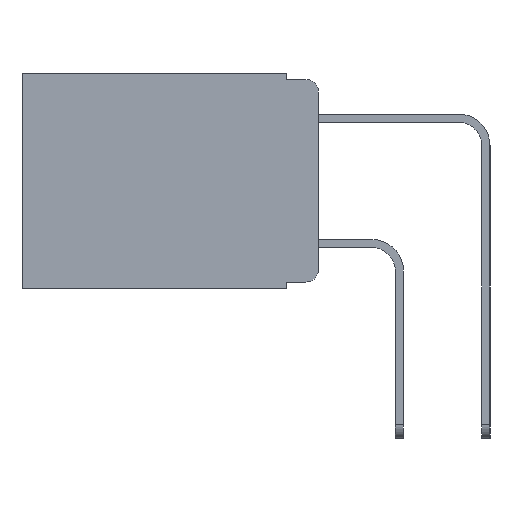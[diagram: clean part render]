
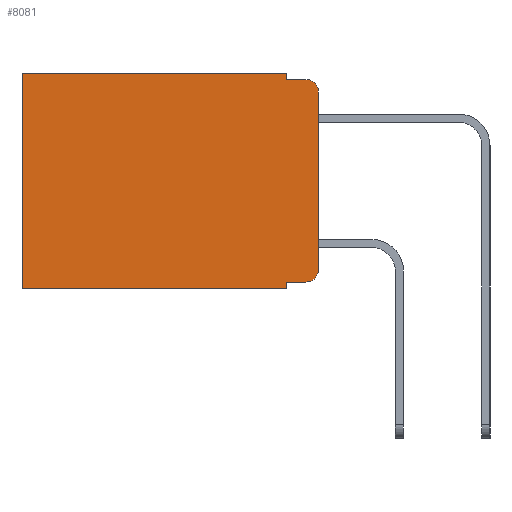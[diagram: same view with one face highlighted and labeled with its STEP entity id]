
A CAD part, left-side view. The second image highlights one B-rep face of the part: STEP entity #8081.
In plain terms, the highlighted planar face has unit normal (-1, 0, 0).
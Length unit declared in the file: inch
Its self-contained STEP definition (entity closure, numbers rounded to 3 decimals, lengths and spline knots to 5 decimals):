
#316 = VECTOR ( 'NONE', #2440, 39.37008 ) ;
#364 = LINE ( 'NONE', #6481, #10868 ) ;
#389 = VECTOR ( 'NONE', #5024, 39.37008 ) ;
#553 = VERTEX_POINT ( 'NONE', #5872 ) ;
#684 = CARTESIAN_POINT ( 'NONE',  ( 0.298, 0.051, -0.01 ) ) ;
#895 = ORIENTED_EDGE ( 'NONE', *, *, #9511, .T. ) ;
#1592 = VERTEX_POINT ( 'NONE', #684 ) ;
#1638 = CARTESIAN_POINT ( 'NONE',  ( 0.298, 0.051, -0.333 ) ) ;
#1749 = CARTESIAN_POINT ( 'NONE',  ( 0.298, 0.051, 0. ) ) ;
#1780 = ORIENTED_EDGE ( 'NONE', *, *, #5462, .T. ) ;
#2161 = CARTESIAN_POINT ( 'NONE',  ( 0.298, 0.02, -0.03 ) ) ;
#2440 = DIRECTION ( 'NONE',  ( 0., 1., 0. ) ) ;
#2855 = LINE ( 'NONE', #11863, #5430 ) ;
#2927 = DIRECTION ( 'NONE',  ( 0., 0., -1. ) ) ;
#2936 = CIRCLE ( 'NONE', #9381, 0.02 ) ;
#3163 = VERTEX_POINT ( 'NONE', #11075 ) ;
#3240 = DIRECTION ( 'NONE',  ( 0., 0., -1. ) ) ;
#3761 = ORIENTED_EDGE ( 'NONE', *, *, #6160, .F. ) ;
#3824 = LINE ( 'NONE', #7874, #8777 ) ;
#3908 = VERTEX_POINT ( 'NONE', #8832 ) ;
#3952 = AXIS2_PLACEMENT_3D ( 'NONE', #12717, #8847, #2927 ) ;
#4439 = CARTESIAN_POINT ( 'NONE',  ( 0.298, 0., -0.313 ) ) ;
#4492 = VERTEX_POINT ( 'NONE', #4544 ) ;
#4544 = CARTESIAN_POINT ( 'NONE',  ( 0.298, 0.02, -0.333 ) ) ;
#4764 = LINE ( 'NONE', #1638, #12314 ) ;
#4807 = ORIENTED_EDGE ( 'NONE', *, *, #6817, .T. ) ;
#4828 = EDGE_CURVE ( 'NONE', #4492, #9659, #2936, .T. ) ;
#4913 = DIRECTION ( 'NONE',  ( 0., 0., -1. ) ) ;
#5024 = DIRECTION ( 'NONE',  ( 0., 1., 0. ) ) ;
#5092 = VERTEX_POINT ( 'NONE', #6204 ) ;
#5430 = VECTOR ( 'NONE', #4913, 39.37008 ) ;
#5462 = EDGE_CURVE ( 'NONE', #3908, #4492, #4764, .T. ) ;
#5558 = LINE ( 'NONE', #12866, #7933 ) ;
#5627 = EDGE_CURVE ( 'NONE', #5092, #3163, #10537, .T. ) ;
#5771 = EDGE_LOOP ( 'NONE', ( #11324, #895, #12958, #8076, #9787, #4807, #10421, #3761, #1780, #8068 ) ) ;
#5805 = PLANE ( 'NONE',  #3952 ) ;
#5872 = CARTESIAN_POINT ( 'NONE',  ( 0.298, 0.02, -0.01 ) ) ;
#6019 = VERTEX_POINT ( 'NONE', #11197 ) ;
#6077 = FACE_OUTER_BOUND ( 'NONE', #5771, .T. ) ;
#6160 = EDGE_CURVE ( 'NONE', #3908, #5092, #9277, .T. ) ;
#6204 = CARTESIAN_POINT ( 'NONE',  ( 0.298, 0.051, -0.343 ) ) ;
#6285 = VECTOR ( 'NONE', #8145, 39.37008 ) ;
#6481 = CARTESIAN_POINT ( 'NONE',  ( 0.298, 0., 0. ) ) ;
#6698 = DIRECTION ( 'NONE',  ( 0., 0., -1. ) ) ;
#6801 = DIRECTION ( 'NONE',  ( -1., 0., 0. ) ) ;
#6817 = EDGE_CURVE ( 'NONE', #6019, #3163, #3824, .T. ) ;
#6821 = CARTESIAN_POINT ( 'NONE',  ( 0.298, 0.02, -0.313 ) ) ;
#6853 = DIRECTION ( 'NONE',  ( 0., 0., -1. ) ) ;
#7874 = CARTESIAN_POINT ( 'NONE',  ( 0.298, 0.473, 0. ) ) ;
#7933 = VECTOR ( 'NONE', #7991, 39.37008 ) ;
#7991 = DIRECTION ( 'NONE',  ( 0., -1., 0. ) ) ;
#8068 = ORIENTED_EDGE ( 'NONE', *, *, #4828, .T. ) ;
#8076 = ORIENTED_EDGE ( 'NONE', *, *, #8156, .F. ) ;
#8081 = ADVANCED_FACE ( 'NONE', ( #6077 ), #5805, .F. ) ;
#8145 = DIRECTION ( 'NONE',  ( 0., 0., -1. ) ) ;
#8156 = EDGE_CURVE ( 'NONE', #10349, #1592, #2855, .T. ) ;
#8173 = CARTESIAN_POINT ( 'NONE',  ( 0.298, 0.051, 0. ) ) ;
#8234 = LINE ( 'NONE', #12902, #389 ) ;
#8384 = CARTESIAN_POINT ( 'NONE',  ( 0.298, 0., -0.03 ) ) ;
#8482 = VERTEX_POINT ( 'NONE', #8384 ) ;
#8777 = VECTOR ( 'NONE', #6853, 39.37008 ) ;
#8832 = CARTESIAN_POINT ( 'NONE',  ( 0.298, 0.051, -0.333 ) ) ;
#8838 = EDGE_CURVE ( 'NONE', #1592, #553, #5558, .T. ) ;
#8847 = DIRECTION ( 'NONE',  ( 1., 0., 0. ) ) ;
#9155 = DIRECTION ( 'NONE',  ( -1., 0., 0. ) ) ;
#9170 = CIRCLE ( 'NONE', #10283, 0.02 ) ;
#9277 = LINE ( 'NONE', #8173, #6285 ) ;
#9381 = AXIS2_PLACEMENT_3D ( 'NONE', #6821, #6801, #6698 ) ;
#9511 = EDGE_CURVE ( 'NONE', #8482, #553, #9170, .T. ) ;
#9659 = VERTEX_POINT ( 'NONE', #4439 ) ;
#9787 = ORIENTED_EDGE ( 'NONE', *, *, #10528, .T. ) ;
#10050 = CARTESIAN_POINT ( 'NONE',  ( 0.298, 0., -0.343 ) ) ;
#10283 = AXIS2_PLACEMENT_3D ( 'NONE', #2161, #9155, #3240 ) ;
#10349 = VERTEX_POINT ( 'NONE', #1749 ) ;
#10421 = ORIENTED_EDGE ( 'NONE', *, *, #5627, .F. ) ;
#10528 = EDGE_CURVE ( 'NONE', #10349, #6019, #8234, .T. ) ;
#10537 = LINE ( 'NONE', #10050, #316 ) ;
#10868 = VECTOR ( 'NONE', #12372, 39.37008 ) ;
#11075 = CARTESIAN_POINT ( 'NONE',  ( 0.298, 0.473, -0.343 ) ) ;
#11197 = CARTESIAN_POINT ( 'NONE',  ( 0.298, 0.473, 0. ) ) ;
#11324 = ORIENTED_EDGE ( 'NONE', *, *, #11469, .F. ) ;
#11469 = EDGE_CURVE ( 'NONE', #8482, #9659, #364, .T. ) ;
#11863 = CARTESIAN_POINT ( 'NONE',  ( 0.298, 0.051, 0. ) ) ;
#12314 = VECTOR ( 'NONE', #12919, 39.37008 ) ;
#12372 = DIRECTION ( 'NONE',  ( 0., 0., -1. ) ) ;
#12717 = CARTESIAN_POINT ( 'NONE',  ( 0.298, 0., 0. ) ) ;
#12866 = CARTESIAN_POINT ( 'NONE',  ( 0.298, 0.051, -0.01 ) ) ;
#12902 = CARTESIAN_POINT ( 'NONE',  ( 0.298, 0., 0. ) ) ;
#12919 = DIRECTION ( 'NONE',  ( 0., -1., 0. ) ) ;
#12958 = ORIENTED_EDGE ( 'NONE', *, *, #8838, .F. ) ;
